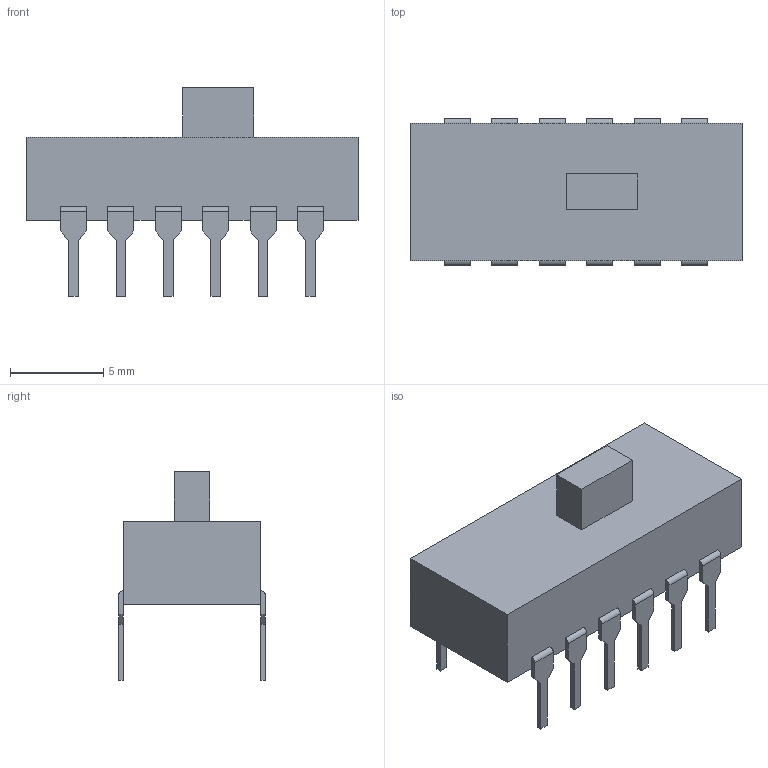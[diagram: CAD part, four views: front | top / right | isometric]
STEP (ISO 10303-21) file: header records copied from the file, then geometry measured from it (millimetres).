
FILE_DESCRIPTION((''),'2;1');
FILE_NAME('C-1-1825010-4','2011-07-13T',('workeradm'),(''),'PRO/ENGINEER BY PARAMETRIC TECHNOLOGY CORPORATION, 2010430','PRO/ENGINEER BY PARAMETRIC TECHNOLOGY CORPORATION, 2010430','');
FILE_SCHEMA(('AUTOMOTIVE_DESIGN { 1 0 10303 214 1 1 1 1 }'));
Length unit declared in the file: millimetre
Products named in the file (1): C-1-1825010-4
Bounding box: 17.78 x 7.86 x 11.19 mm (x, y, z)
Volume: 612.9 mm3; surface area: 616.5 mm2
Topology: 1 solids, 1 shells, 131 faces, 360 edges, 232 vertices
Faces by surface type: plane 119, cylinder 12
Entity records: 4249 total; most frequent: CARTESIAN_POINT 725, ORIENTED_EDGE 720, DIRECTION 646, EDGE_CURVE 360, VECTOR 336, LINE 336, VERTEX_POINT 232, AXIS2_PLACEMENT_3D 155
